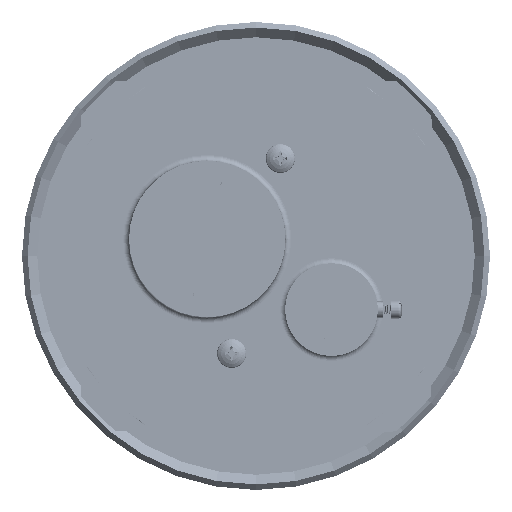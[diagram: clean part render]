
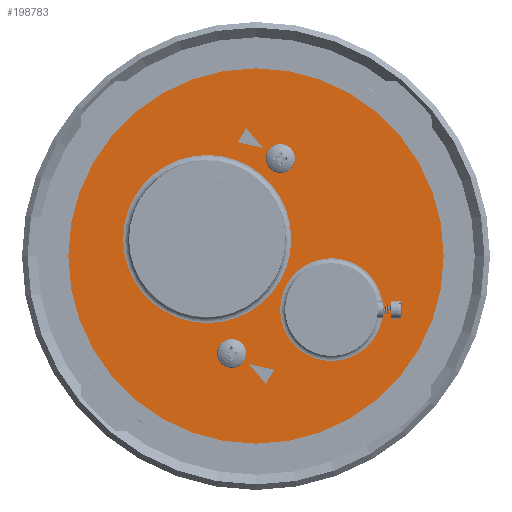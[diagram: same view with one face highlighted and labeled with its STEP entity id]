
A CAD part, front view. The second image highlights one B-rep face of the part: STEP entity #198783.
In plain terms, the highlighted planar face has unit normal (0, -1, 0).
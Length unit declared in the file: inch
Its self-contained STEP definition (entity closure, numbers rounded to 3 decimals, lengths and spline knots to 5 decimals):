
#2770 = CIRCLE ( 'NONE', #7990, 0.1 ) ;
#4540 = DIRECTION ( 'NONE',  ( 0., -1., 0. ) ) ;
#7990 = AXIS2_PLACEMENT_3D ( 'NONE', #271786, #74685, #265532 ) ;
#8284 = DIRECTION ( 'NONE',  ( 0., -1., 0. ) ) ;
#9242 = FACE_BOUND ( 'NONE', #246805, .T. ) ;
#13938 = DIRECTION ( 'NONE',  ( -1., 0., 0.018 ) ) ;
#26653 = DIRECTION ( 'NONE',  ( 0., -1., 0. ) ) ;
#27884 = DIRECTION ( 'NONE',  ( -0.641, 0., 0.767 ) ) ;
#28098 = VERTEX_POINT ( 'NONE', #174292 ) ;
#28824 = DIRECTION ( 'NONE',  ( -0.52, 0., -0.854 ) ) ;
#29880 = ORIENTED_EDGE ( 'NONE', *, *, #157152, .F. ) ;
#30637 = CARTESIAN_POINT ( 'NONE',  ( 0.23466, -4., -1.45859 ) ) ;
#34923 = DIRECTION ( 'NONE',  ( 0., -1., 0. ) ) ;
#35287 = CARTESIAN_POINT ( 'NONE',  ( -0.312, -4., -1.25 ) ) ;
#40058 = VERTEX_POINT ( 'NONE', #137074 ) ;
#41735 = ORIENTED_EDGE ( 'NONE', *, *, #136888, .F. ) ;
#44271 = VERTEX_POINT ( 'NONE', #238598 ) ;
#45087 = CIRCLE ( 'NONE', #85862, 2.40625 ) ;
#45302 = CIRCLE ( 'NONE', #86079, 0.1 ) ;
#51353 = LINE ( 'NONE', #30637, #71694 ) ;
#51773 = VERTEX_POINT ( 'NONE', #80263 ) ;
#51975 = VERTEX_POINT ( 'NONE', #183464 ) ;
#53799 = FACE_BOUND ( 'NONE', #59633, .T. ) ;
#54634 = LINE ( 'NONE', #200874, #201129 ) ;
#56690 = CARTESIAN_POINT ( 'NONE',  ( 1.62645, -4., -0.687 ) ) ;
#59633 = EDGE_LOOP ( 'NONE', ( #212946, #196771 ) ) ;
#59981 = EDGE_CURVE ( 'NONE', #296993, #169978, #234418, .T. ) ;
#60753 = EDGE_LOOP ( 'NONE', ( #262671 ) ) ;
#66462 = LINE ( 'NONE', #118878, #248240 ) ;
#71610 = CARTESIAN_POINT ( 'NONE',  ( -0.12435, -4., 1.6398 ) ) ;
#71694 = VECTOR ( 'NONE', #79949, 39.37008 ) ;
#74364 = CARTESIAN_POINT ( 'NONE',  ( 0.968, -4., -0.687 ) ) ;
#74685 = DIRECTION ( 'NONE',  ( 0., -1., 0. ) ) ;
#76682 = CIRCLE ( 'NONE', #102153, 1.07795 ) ;
#77533 = EDGE_CURVE ( 'NONE', #138522, #44271, #270505, .T. ) ;
#77708 = CARTESIAN_POINT ( 'NONE',  ( 0., -4., 0. ) ) ;
#79949 = DIRECTION ( 'NONE',  ( -0.976, 0., 0.217 ) ) ;
#80263 = CARTESIAN_POINT ( 'NONE',  ( -1.70295, -4., 0.218 ) ) ;
#81088 = ORIENTED_EDGE ( 'NONE', *, *, #85841, .F. ) ;
#84142 = AXIS2_PLACEMENT_3D ( 'NONE', #93365, #290422, #311239 ) ;
#85841 = EDGE_CURVE ( 'NONE', #204914, #312329, #305104, .T. ) ;
#85862 = AXIS2_PLACEMENT_3D ( 'NONE', #122954, #240572, #169050 ) ;
#86079 = AXIS2_PLACEMENT_3D ( 'NONE', #35287, #8284, #197571 ) ;
#86810 = EDGE_LOOP ( 'NONE', ( #81088, #169668 ) ) ;
#88007 = CARTESIAN_POINT ( 'NONE',  ( 0., -4., 0. ) ) ;
#90408 = EDGE_CURVE ( 'NONE', #28098, #51975, #51353, .T. ) ;
#93365 = CARTESIAN_POINT ( 'NONE',  ( -0.625, -4., 0.218 ) ) ;
#95116 = EDGE_CURVE ( 'NONE', #190248, #28098, #143907, .T. ) ;
#98043 = EDGE_CURVE ( 'NONE', #169978, #296993, #274802, .T. ) ;
#102153 = AXIS2_PLACEMENT_3D ( 'NONE', #204997, #34923, #151068 ) ;
#103172 = FACE_BOUND ( 'NONE', #288384, .T. ) ;
#110439 = ORIENTED_EDGE ( 'NONE', *, *, #144750, .F. ) ;
#118878 = CARTESIAN_POINT ( 'NONE',  ( -0.23466, -4., 1.45859 ) ) ;
#122954 = CARTESIAN_POINT ( 'NONE',  ( 0., -4., 0. ) ) ;
#135596 = EDGE_CURVE ( 'NONE', #312329, #204914, #45087, .T. ) ;
#136888 = EDGE_CURVE ( 'NONE', #44271, #167813, #66462, .T. ) ;
#137074 = CARTESIAN_POINT ( 'NONE',  ( 0.212, -4., 1.25 ) ) ;
#138522 = VERTEX_POINT ( 'NONE', #71610 ) ;
#142524 = EDGE_LOOP ( 'NONE', ( #29880, #143488 ) ) ;
#143488 = ORIENTED_EDGE ( 'NONE', *, *, #278490, .F. ) ;
#143907 = LINE ( 'NONE', #287041, #269345 ) ;
#144750 = EDGE_CURVE ( 'NONE', #167813, #138522, #224906, .T. ) ;
#147905 = AXIS2_PLACEMENT_3D ( 'NONE', #158640, #231730, #13938 ) ;
#148977 = CARTESIAN_POINT ( 'NONE',  ( 0.087, -4., 1.38696 ) ) ;
#151068 = DIRECTION ( 'NONE',  ( 1., 0., -0.01 ) ) ;
#157152 = EDGE_CURVE ( 'NONE', #192460, #51773, #221096, .T. ) ;
#158640 = CARTESIAN_POINT ( 'NONE',  ( 0.968, -4., -0.687 ) ) ;
#166707 = EDGE_CURVE ( 'NONE', #40058, #40058, #2770, .T. ) ;
#167813 = VERTEX_POINT ( 'NONE', #148977 ) ;
#169050 = DIRECTION ( 'NONE',  ( 1., 0., 0. ) ) ;
#169668 = ORIENTED_EDGE ( 'NONE', *, *, #135596, .F. ) ;
#169978 = VERTEX_POINT ( 'NONE', #56690 ) ;
#174292 = CARTESIAN_POINT ( 'NONE',  ( 0.23466, -4., -1.45859 ) ) ;
#176198 = PLANE ( 'NONE',  #227200 ) ;
#183464 = CARTESIAN_POINT ( 'NONE',  ( -0.087, -4., -1.38696 ) ) ;
#190248 = VERTEX_POINT ( 'NONE', #288252 ) ;
#192460 = VERTEX_POINT ( 'NONE', #272482 ) ;
#196771 = ORIENTED_EDGE ( 'NONE', *, *, #59981, .F. ) ;
#197571 = DIRECTION ( 'NONE',  ( -1., 0., 0. ) ) ;
#198502 = DIRECTION ( 'NONE',  ( -1., 0., 0. ) ) ;
#198783 = ADVANCED_FACE ( 'NONE', ( #203197, #53799, #294017, #9242, #297139, #103172, #252471 ), #176198, .T. ) ;
#198870 = ORIENTED_EDGE ( 'NONE', *, *, #95116, .F. ) ;
#199591 = ORIENTED_EDGE ( 'NONE', *, *, #269913, .F. ) ;
#200857 = ORIENTED_EDGE ( 'NONE', *, *, #77533, .F. ) ;
#200874 = CARTESIAN_POINT ( 'NONE',  ( -0.087, -4., -1.38696 ) ) ;
#201129 = VECTOR ( 'NONE', #224692, 39.37008 ) ;
#203197 = FACE_BOUND ( 'NONE', #142524, .T. ) ;
#204914 = VERTEX_POINT ( 'NONE', #249715 ) ;
#204997 = CARTESIAN_POINT ( 'NONE',  ( -0.625, -4., 0.218 ) ) ;
#212946 = ORIENTED_EDGE ( 'NONE', *, *, #98043, .F. ) ;
#221096 = CIRCLE ( 'NONE', #84142, 1.07795 ) ;
#224692 = DIRECTION ( 'NONE',  ( 0.641, 0., -0.767 ) ) ;
#224736 = VECTOR ( 'NONE', #27884, 39.37008 ) ;
#224906 = LINE ( 'NONE', #268016, #224736 ) ;
#226921 = ORIENTED_EDGE ( 'NONE', *, *, #249679, .F. ) ;
#227200 = AXIS2_PLACEMENT_3D ( 'NONE', #77708, #4540, #198502 ) ;
#231730 = DIRECTION ( 'NONE',  ( 0., -1., 0. ) ) ;
#232534 = ORIENTED_EDGE ( 'NONE', *, *, #90408, .F. ) ;
#232569 = DIRECTION ( 'NONE',  ( 0., 1., 0. ) ) ;
#233934 = AXIS2_PLACEMENT_3D ( 'NONE', #88007, #232569, #302682 ) ;
#234418 = CIRCLE ( 'NONE', #290297, 0.65845 ) ;
#236163 = DIRECTION ( 'NONE',  ( 0.52, 0., 0.854 ) ) ;
#238598 = CARTESIAN_POINT ( 'NONE',  ( -0.23466, -4., 1.45859 ) ) ;
#240258 = CARTESIAN_POINT ( 'NONE',  ( -0.412, -4., -1.25 ) ) ;
#240572 = DIRECTION ( 'NONE',  ( 0., 1., 0. ) ) ;
#243388 = VERTEX_POINT ( 'NONE', #240258 ) ;
#245981 = DIRECTION ( 'NONE',  ( 1., 0., -0.018 ) ) ;
#246805 = EDGE_LOOP ( 'NONE', ( #41735, #200857, #110439 ) ) ;
#247499 = CARTESIAN_POINT ( 'NONE',  ( 2.40625, -4., 0. ) ) ;
#248240 = VECTOR ( 'NONE', #312964, 39.37008 ) ;
#249679 = EDGE_CURVE ( 'NONE', #51975, #190248, #54634, .T. ) ;
#249715 = CARTESIAN_POINT ( 'NONE',  ( -2.40625, -4., 0. ) ) ;
#252471 = FACE_OUTER_BOUND ( 'NONE', #86810, .T. ) ;
#255422 = EDGE_LOOP ( 'NONE', ( #232534, #198870, #226921 ) ) ;
#262671 = ORIENTED_EDGE ( 'NONE', *, *, #166707, .F. ) ;
#263143 = CARTESIAN_POINT ( 'NONE',  ( 0.30955, -4., -0.687 ) ) ;
#265532 = DIRECTION ( 'NONE',  ( -1., 0., 0. ) ) ;
#268016 = CARTESIAN_POINT ( 'NONE',  ( 0.087, -4., 1.38696 ) ) ;
#269345 = VECTOR ( 'NONE', #236163, 39.37008 ) ;
#269913 = EDGE_CURVE ( 'NONE', #243388, #243388, #45302, .T. ) ;
#270505 = LINE ( 'NONE', #297565, #291326 ) ;
#271786 = CARTESIAN_POINT ( 'NONE',  ( 0.312, -4., 1.25 ) ) ;
#272482 = CARTESIAN_POINT ( 'NONE',  ( 0.45295, -4., 0.218 ) ) ;
#274802 = CIRCLE ( 'NONE', #147905, 0.65845 ) ;
#278490 = EDGE_CURVE ( 'NONE', #51773, #192460, #76682, .T. ) ;
#287041 = CARTESIAN_POINT ( 'NONE',  ( 0.12435, -4., -1.6398 ) ) ;
#288252 = CARTESIAN_POINT ( 'NONE',  ( 0.12435, -4., -1.6398 ) ) ;
#288384 = EDGE_LOOP ( 'NONE', ( #199591 ) ) ;
#290297 = AXIS2_PLACEMENT_3D ( 'NONE', #74364, #26653, #245981 ) ;
#290422 = DIRECTION ( 'NONE',  ( 0., -1., 0. ) ) ;
#291326 = VECTOR ( 'NONE', #28824, 39.37008 ) ;
#294017 = FACE_BOUND ( 'NONE', #255422, .T. ) ;
#296993 = VERTEX_POINT ( 'NONE', #263143 ) ;
#297139 = FACE_BOUND ( 'NONE', #60753, .T. ) ;
#297565 = CARTESIAN_POINT ( 'NONE',  ( -0.12435, -4., 1.6398 ) ) ;
#302682 = DIRECTION ( 'NONE',  ( -1., 0., 0. ) ) ;
#305104 = CIRCLE ( 'NONE', #233934, 2.40625 ) ;
#311239 = DIRECTION ( 'NONE',  ( -1., 0., 0.01 ) ) ;
#312329 = VERTEX_POINT ( 'NONE', #247499 ) ;
#312964 = DIRECTION ( 'NONE',  ( 0.976, 0., -0.217 ) ) ;
